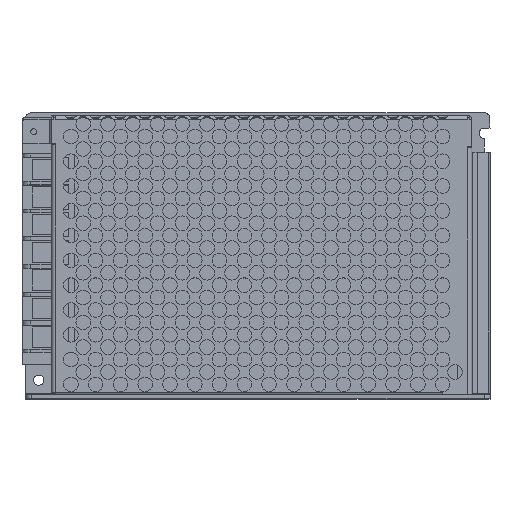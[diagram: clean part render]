
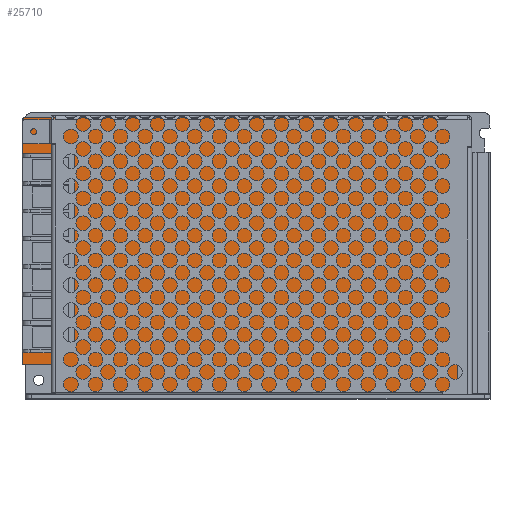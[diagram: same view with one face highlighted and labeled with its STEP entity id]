
A CAD part, top view. The second image highlights one B-rep face of the part: STEP entity #25710.
In plain terms, the highlighted planar face has unit normal (0, 0, 1).
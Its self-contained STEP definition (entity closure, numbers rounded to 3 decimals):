
#24610=CARTESIAN_POINT('',(148.,2.002,7.5));
#24620=VERTEX_POINT('',#24610);
#24650=CARTESIAN_POINT('',(148.,96.422,7.5));
#24660=DIRECTION('',(0.,-1.,0.));
#24670=VECTOR('',#24660,1.);
#24680=LINE('',#24650,#24670);
#24690=CARTESIAN_POINT('',(148.,96.422,7.5));
#24700=VERTEX_POINT('',#24690);
#24710=EDGE_CURVE('',#24700,#24620,#24680,.T.);
#24870=CARTESIAN_POINT('',(-0.227,96.422,
7.5));
#24880=DIRECTION('',(1.,0.,0.));
#24890=VECTOR('',#24880,1.);
#24900=LINE('',#24870,#24890);
#24910=CARTESIAN_POINT('',(-0.227,96.422,
7.5));
#24920=VERTEX_POINT('',#24910);
#24930=EDGE_CURVE('',#24920,#24700,#24900,.T.);
#25150=CARTESIAN_POINT('',(-1.227,95.422,
7.5));
#25160=VERTEX_POINT('',#25150);
#25210=CARTESIAN_POINT('',(-0.227,95.422,
7.5));
#25220=DIRECTION('',(0.,0.,-1.));
#25230=DIRECTION('',(-1.,0.,0.));
#25240=AXIS2_PLACEMENT_3D('',#25210,#25220,#25230);
#25250=CIRCLE('',#25240,1.);
#25260=EDGE_CURVE('',#25160,#24920,#25250,.T.);
#25310=CARTESIAN_POINT('',(94.373,49.212,7.5));
#25320=DIRECTION('',(0.,0.,1.));
#25330=DIRECTION('',(1.,0.,0.));
#25340=AXIS2_PLACEMENT_3D('',#25310,#25320,#25330);
#25350=PLANE('',#25340);
#25360=ORIENTED_EDGE('',*,*,#24710,.F.);
#25370=CARTESIAN_POINT('',(148.,2.002,7.5));
#25380=DIRECTION('',(-1.,0.,0.));
#25390=VECTOR('',#25380,1.);
#25400=LINE('',#25370,#25390);
#25410=CARTESIAN_POINT('',(8.773,2.002,
7.5));
#25420=VERTEX_POINT('',#25410);
#25430=EDGE_CURVE('',#24620,#25420,#25400,.T.);
#25440=ORIENTED_EDGE('',*,*,#25430,.F.);
#25450=CARTESIAN_POINT('',(8.773,0.,7.5));
#25460=DIRECTION('',(0.,-1.,0.));
#25470=VECTOR('',#25460,1.);
#25480=LINE('',#25450,#25470);
#25490=CARTESIAN_POINT('',(8.773,12.002,
7.5));
#25500=VERTEX_POINT('',#25490);
#25510=EDGE_CURVE('',#25500,#25420,#25480,.T.);
#25520=ORIENTED_EDGE('',*,*,#25510,.T.);
#25530=CARTESIAN_POINT('',(0.,12.002,7.5));
#25540=DIRECTION('',(1.,0.,0.));
#25550=VECTOR('',#25540,1.);
#25560=LINE('',#25530,#25550);
#25570=CARTESIAN_POINT('',(-1.227,12.002,
7.5));
#25580=VERTEX_POINT('',#25570);
#25590=EDGE_CURVE('',#25580,#25500,#25560,.T.);
#25600=ORIENTED_EDGE('',*,*,#25590,.T.);
#25610=CARTESIAN_POINT('',(-1.227,0.,7.5));
#25620=DIRECTION('',(0.,-1.,0.));
#25630=VECTOR('',#25620,1.);
#25640=LINE('',#25610,#25630);
#25650=EDGE_CURVE('',#25160,#25580,#25640,.T.);
#25660=ORIENTED_EDGE('',*,*,#25650,.T.);
#25670=ORIENTED_EDGE('',*,*,#25260,.F.);
#25680=ORIENTED_EDGE('',*,*,#24930,.F.);
#25690=EDGE_LOOP('',(#25680,#25670,#25660,#25600,#25520,#25440,#25360));
#25700=FACE_OUTER_BOUND('',#25690,.T.);
#25710=ADVANCED_FACE('',(#25700),#25350,.T.);
